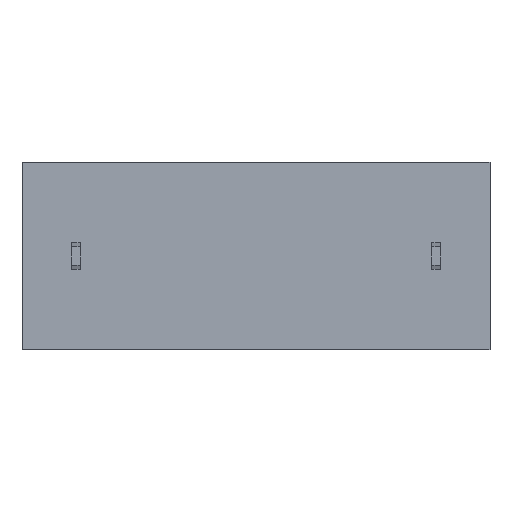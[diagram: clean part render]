
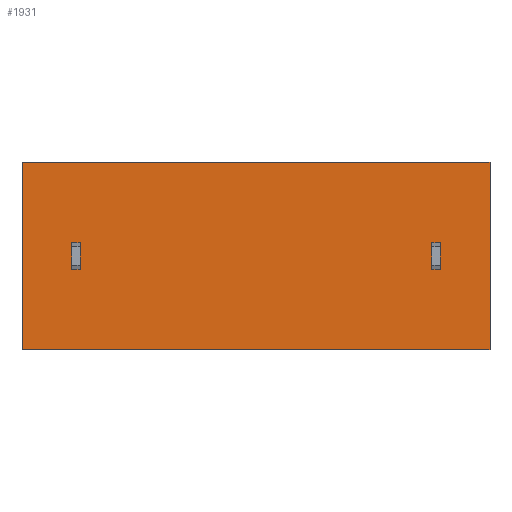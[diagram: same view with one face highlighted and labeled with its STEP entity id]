
A CAD part, front view. The second image highlights one B-rep face of the part: STEP entity #1931.
In plain terms, the highlighted planar face has unit normal (0, -1, 0).
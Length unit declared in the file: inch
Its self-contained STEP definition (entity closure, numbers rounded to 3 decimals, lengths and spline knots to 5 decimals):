
#107 = CARTESIAN_POINT ( 'NONE',  ( 0.19488, -0.05413, 0.18209 ) ) ;
#233 = VECTOR ( 'NONE', #324, 39.37008 ) ;
#274 = CARTESIAN_POINT ( 'NONE',  ( 0.19488, -0.05413, -0.07382 ) ) ;
#312 = LINE ( 'NONE', #1235, #1020 ) ;
#324 = DIRECTION ( 'NONE',  ( -1., 0., 0. ) ) ;
#338 = LINE ( 'NONE', #1938, #233 ) ;
#497 = CARTESIAN_POINT ( 'NONE',  ( -0.19488, -0.05413, 0.18209 ) ) ;
#522 = AXIS2_PLACEMENT_3D ( 'NONE', #1249, #1078, #916 ) ;
#671 = ORIENTED_EDGE ( 'NONE', *, *, #924, .F. ) ;
#746 = VERTEX_POINT ( 'NONE', #1648 ) ;
#860 = DIRECTION ( 'NONE',  ( -1., 0., 0. ) ) ;
#891 = EDGE_CURVE ( 'NONE', #1680, #746, #2286, .T. ) ;
#916 = DIRECTION ( 'NONE',  ( 0., 0., -1. ) ) ;
#924 = EDGE_CURVE ( 'NONE', #986, #746, #338, .T. ) ;
#986 = VERTEX_POINT ( 'NONE', #1636 ) ;
#1020 = VECTOR ( 'NONE', #860, 39.37008 ) ;
#1078 = DIRECTION ( 'NONE',  ( 0., 1., 0. ) ) ;
#1087 = FACE_OUTER_BOUND ( 'NONE', #1736, .T. ) ;
#1108 = EDGE_CURVE ( 'NONE', #2320, #1680, #312, .T. ) ;
#1235 = CARTESIAN_POINT ( 'NONE',  ( 0.19488, -0.05413, 0.18209 ) ) ;
#1249 = CARTESIAN_POINT ( 'NONE',  ( 0., -0.05413, 0.05413 ) ) ;
#1252 = ORIENTED_EDGE ( 'NONE', *, *, #1108, .T. ) ;
#1357 = VECTOR ( 'NONE', #2155, 39.37008 ) ;
#1586 = PLANE ( 'NONE',  #522 ) ;
#1636 = CARTESIAN_POINT ( 'NONE',  ( 0.19488, -0.05413, 0.02618 ) ) ;
#1648 = CARTESIAN_POINT ( 'NONE',  ( -0.19488, -0.05413, 0.02618 ) ) ;
#1680 = VERTEX_POINT ( 'NONE', #2190 ) ;
#1711 = DIRECTION ( 'NONE',  ( 0., 0., 1. ) ) ;
#1736 = EDGE_LOOP ( 'NONE', ( #2148, #671, #2227, #1252 ) ) ;
#1885 = LINE ( 'NONE', #274, #2143 ) ;
#1931 = ADVANCED_FACE ( 'NONE', ( #1087 ), #1586, .F. ) ;
#1938 = CARTESIAN_POINT ( 'NONE',  ( 0.19488, -0.05413, 0.02618 ) ) ;
#2143 = VECTOR ( 'NONE', #1711, 39.37008 ) ;
#2148 = ORIENTED_EDGE ( 'NONE', *, *, #891, .T. ) ;
#2155 = DIRECTION ( 'NONE',  ( 0., 0., -1. ) ) ;
#2165 = EDGE_CURVE ( 'NONE', #986, #2320, #1885, .T. ) ;
#2190 = CARTESIAN_POINT ( 'NONE',  ( -0.19488, -0.05413, 0.18209 ) ) ;
#2227 = ORIENTED_EDGE ( 'NONE', *, *, #2165, .T. ) ;
#2286 = LINE ( 'NONE', #497, #1357 ) ;
#2320 = VERTEX_POINT ( 'NONE', #107 ) ;
